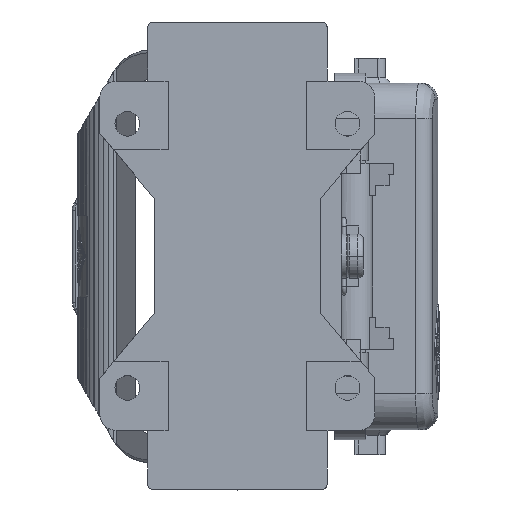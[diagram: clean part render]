
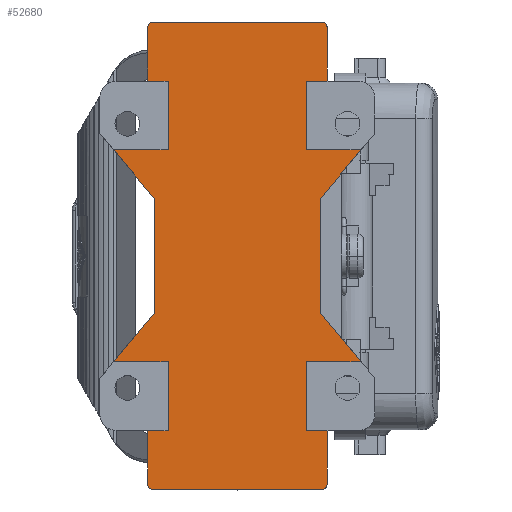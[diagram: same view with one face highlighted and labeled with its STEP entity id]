
A CAD part, top view. The second image highlights one B-rep face of the part: STEP entity #52680.
In plain terms, the highlighted face is planar.
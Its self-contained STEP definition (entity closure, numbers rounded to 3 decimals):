
#1770=CARTESIAN_POINT('',(120.024,44.742,
47.32));
#1780=VERTEX_POINT('',#1770);
#2180=CARTESIAN_POINT('',(110.274,44.742,
47.32));
#2190=VERTEX_POINT('',#2180);
#2220=CARTESIAN_POINT('',(36.024,44.742,
47.32));
#2230=DIRECTION('',(-1.,0.,0.));
#2240=VECTOR('',#2230,1.);
#2250=LINE('',#2220,#2240);
#2260=EDGE_CURVE('',#1780,#2190,#2250,.T.);
#2550=CARTESIAN_POINT('',(121.024,13.154,
47.32));
#2560=VERTEX_POINT('',#2550);
#2740=CARTESIAN_POINT('',(121.024,43.742,
47.32));
#2750=VERTEX_POINT('',#2740);
#2780=CARTESIAN_POINT('',(121.024,-0.629,
47.32));
#2790=DIRECTION('',(0.,-1.,0.));
#2800=VECTOR('',#2790,1.);
#2810=LINE('',#2780,#2800);
#2820=EDGE_CURVE('',#2750,#2560,#2810,.T.);
#16260=CARTESIAN_POINT('',(37.024,43.742,
47.32));
#16270=DIRECTION('',(0.,0.,-1.));
#16280=DIRECTION('',(0.,1.,0.));
#16290=AXIS2_PLACEMENT_3D('',#16260,#16270,#16280);
#16300=ELLIPSE('',#16290,1.,1.);
#16310=CARTESIAN_POINT('',(36.024,43.742,
47.32));
#16320=VERTEX_POINT('',#16310);
#16330=CARTESIAN_POINT('',(37.024,44.742,
47.32));
#16340=VERTEX_POINT('',#16330);
#16350=EDGE_CURVE('',#16320,#16340,#16300,.T.);
#17450=CARTESIAN_POINT('',(110.274,12.154,
47.32));
#17460=VERTEX_POINT('',#17450);
#17490=CARTESIAN_POINT('',(110.274,0.,47.32));
#17500=DIRECTION('',(0.,-1.,0.));
#17510=VECTOR('',#17500,1.);
#17520=LINE('',#17490,#17510);
#17530=CARTESIAN_POINT('',(110.274,15.848,
47.32));
#17540=VERTEX_POINT('',#17530);
#17550=EDGE_CURVE('',#17540,#17460,#17520,.T.);
#18660=CARTESIAN_POINT('',(46.774,41.048,
47.32));
#18670=VERTEX_POINT('',#18660);
#18910=CARTESIAN_POINT('',(46.774,44.742,
47.32));
#18920=VERTEX_POINT('',#18910);
#18950=CARTESIAN_POINT('',(46.774,0.,47.32));
#18960=DIRECTION('',(0.,-1.,0.));
#18970=VECTOR('',#18960,1.);
#18980=LINE('',#18950,#18970);
#18990=EDGE_CURVE('',#18920,#18670,#18980,.T.);
#23230=CARTESIAN_POINT('',(97.77,50.928,
47.32));
#23240=VERTEX_POINT('',#23230);
#23460=CARTESIAN_POINT('',(89.029,43.593,
47.32));
#23470=VERTEX_POINT('',#23460);
#23500=CARTESIAN_POINT('',(15.319,-18.257,
47.32));
#23510=DIRECTION('',(-0.766,-0.643,0.));
#23520=VECTOR('',#23510,1.);
#23530=LINE('',#23500,#23520);
#23540=EDGE_CURVE('',#23240,#23470,#23530,.T.);
#24870=CARTESIAN_POINT('',(68.019,43.593,
47.32));
#24880=VERTEX_POINT('',#24870);
#24910=CARTESIAN_POINT('',(36.024,43.593,
47.32));
#24920=DIRECTION('',(-1.,0.,0.));
#24930=VECTOR('',#24920,1.);
#24940=LINE('',#24910,#24930);
#24950=EDGE_CURVE('',#23470,#24880,#24940,.T.);
#26430=CARTESIAN_POINT('',(46.774,15.848,
47.32));
#26440=VERTEX_POINT('',#26430);
#26470=CARTESIAN_POINT('',(46.774,12.154,
47.32));
#26480=VERTEX_POINT('',#26470);
#26490=EDGE_CURVE('',#26440,#26480,#18980,.T.);
#28750=CARTESIAN_POINT('',(141.729,-18.257,
47.32));
#28760=DIRECTION('',(0.766,-0.643,0.));
#28770=VECTOR('',#28760,1.);
#28780=LINE('',#28750,#28770);
#28790=CARTESIAN_POINT('',(59.278,50.928,
47.32));
#28800=VERTEX_POINT('',#28790);
#28810=EDGE_CURVE('',#28800,#24880,#28780,.T.);
#31070=CARTESIAN_POINT('',(121.024,44.742,
47.32));
#31080=DIRECTION('',(1.,0.,0.));
#31090=VECTOR('',#31080,1.);
#31100=LINE('',#31070,#31090);
#31110=EDGE_CURVE('',#16340,#18920,#31100,.T.);
#37780=CARTESIAN_POINT('',(110.274,41.048,
47.32));
#37790=VERTEX_POINT('',#37780);
#37800=EDGE_CURVE('',#2190,#37790,#17520,.T.);
#40410=CARTESIAN_POINT('',(59.278,15.848,
47.32));
#40420=VERTEX_POINT('',#40410);
#40450=CARTESIAN_POINT('',(157.048,15.848,
47.32));
#40460=DIRECTION('',(-1.,0.,0.));
#40470=VECTOR('',#40460,1.);
#40480=LINE('',#40450,#40470);
#40490=EDGE_CURVE('',#40420,#26440,#40480,.T.);
#41330=CARTESIAN_POINT('',(97.77,15.848,
47.32));
#41340=VERTEX_POINT('',#41330);
#41370=CARTESIAN_POINT('',(97.77,0.,47.32));
#41380=DIRECTION('',(0.,-1.,0.));
#41390=VECTOR('',#41380,1.);
#41400=LINE('',#41370,#41390);
#41410=CARTESIAN_POINT('',(97.77,5.969,
47.32));
#41420=VERTEX_POINT('',#41410);
#41430=EDGE_CURVE('',#41340,#41420,#41400,.T.);
#41640=CARTESIAN_POINT('',(89.029,13.303,
47.32));
#41650=VERTEX_POINT('',#41640);
#41790=CARTESIAN_POINT('',(43.335,51.645,
47.32));
#41800=DIRECTION('',(0.766,-0.643,0.));
#41810=VECTOR('',#41800,1.);
#41820=LINE('',#41790,#41810);
#41830=EDGE_CURVE('',#41650,#41420,#41820,.T.);
#43010=CARTESIAN_POINT('',(157.048,41.048,
47.32));
#43020=DIRECTION('',(-1.,0.,0.));
#43030=VECTOR('',#43020,1.);
#43040=LINE('',#43010,#43030);
#43050=CARTESIAN_POINT('',(59.278,41.048,
47.32));
#43060=VERTEX_POINT('',#43050);
#43070=EDGE_CURVE('',#43060,#18670,#43040,.T.);
#43370=CARTESIAN_POINT('',(120.024,12.154,
47.32));
#43380=VERTEX_POINT('',#43370);
#43410=CARTESIAN_POINT('',(36.024,12.154,
47.32));
#43420=DIRECTION('',(1.,0.,0.));
#43430=VECTOR('',#43420,1.);
#43440=LINE('',#43410,#43430);
#43450=EDGE_CURVE('',#17460,#43380,#43440,.T.);
#43590=CARTESIAN_POINT('',(68.019,13.303,
47.32));
#43600=VERTEX_POINT('',#43590);
#43910=CARTESIAN_POINT('',(36.024,13.303,
47.32));
#43920=DIRECTION('',(1.,0.,0.));
#43930=VECTOR('',#43920,1.);
#43940=LINE('',#43910,#43930);
#43950=EDGE_CURVE('',#43600,#41650,#43940,.T.);
#44330=CARTESIAN_POINT('',(97.77,41.048,
47.32));
#44340=VERTEX_POINT('',#44330);
#44370=CARTESIAN_POINT('',(0.,41.048,47.32));
#44380=DIRECTION('',(1.,0.,0.));
#44390=VECTOR('',#44380,1.);
#44400=LINE('',#44370,#44390);
#44410=EDGE_CURVE('',#44340,#37790,#44400,.T.);
#45900=CARTESIAN_POINT('',(0.,15.848,47.32));
#45910=DIRECTION('',(-1.,0.,0.));
#45920=VECTOR('',#45910,1.);
#45930=LINE('',#45900,#45920);
#45940=EDGE_CURVE('',#17540,#41340,#45930,.T.);
#46760=CARTESIAN_POINT('',(120.024,13.154,
47.32));
#46770=DIRECTION('',(0.,0.,1.));
#46780=DIRECTION('',(0.,1.,0.));
#46790=AXIS2_PLACEMENT_3D('',#46760,#46770,#46780);
#46800=ELLIPSE('',#46790,1.,1.);
#46810=EDGE_CURVE('',#43380,#2560,#46800,.T.);
#47650=CARTESIAN_POINT('',(120.024,43.742,
47.32));
#47660=DIRECTION('',(0.,0.,1.));
#47670=DIRECTION('',(0.,1.,0.));
#47680=AXIS2_PLACEMENT_3D('',#47650,#47660,#47670);
#47690=ELLIPSE('',#47680,1.,1.);
#47700=EDGE_CURVE('',#2750,#1780,#47690,.T.);
#50460=CARTESIAN_POINT('',(37.024,13.154,
47.32));
#50470=DIRECTION('',(0.,0.,-1.));
#50480=DIRECTION('',(0.,1.,0.));
#50490=AXIS2_PLACEMENT_3D('',#50460,#50470,#50480);
#50500=ELLIPSE('',#50490,1.,1.);
#50510=CARTESIAN_POINT('',(37.024,12.154,
47.32));
#50520=VERTEX_POINT('',#50510);
#50530=CARTESIAN_POINT('',(36.024,13.154,
47.32));
#50540=VERTEX_POINT('',#50530);
#50550=EDGE_CURVE('',#50520,#50540,#50500,.T.);
#50780=CARTESIAN_POINT('',(121.024,12.154,
47.32));
#50790=DIRECTION('',(-1.,0.,0.));
#50800=VECTOR('',#50790,1.);
#50810=LINE('',#50780,#50800);
#50820=EDGE_CURVE('',#26480,#50520,#50810,.T.);
#52140=CARTESIAN_POINT('',(0.,28.448,47.32));
#52150=DIRECTION('',(0.,0.,1.));
#52160=DIRECTION('',(1.,0.,0.));
#52170=AXIS2_PLACEMENT_3D('',#52140,#52150,#52160);
#52180=PLANE('',#52170);
#52190=EDGE_CURVE('',#23240,#44340,#41400,.T.);
#52200=ORIENTED_EDGE('',*,*,#52190,.T.);
#52210=ORIENTED_EDGE('',*,*,#23540,.F.);
#52220=ORIENTED_EDGE('',*,*,#24950,.F.);
#52230=ORIENTED_EDGE('',*,*,#28810,.T.);
#52240=CARTESIAN_POINT('',(59.278,0.,47.32));
#52250=DIRECTION('',(0.,-1.,0.));
#52260=VECTOR('',#52250,1.);
#52270=LINE('',#52240,#52260);
#52280=EDGE_CURVE('',#28800,#43060,#52270,.T.);
#52290=ORIENTED_EDGE('',*,*,#52280,.F.);
#52300=ORIENTED_EDGE('',*,*,#43070,.F.);
#52310=ORIENTED_EDGE('',*,*,#18990,.T.);
#52320=ORIENTED_EDGE('',*,*,#31110,.T.);
#52330=ORIENTED_EDGE('',*,*,#16350,.T.);
#52340=CARTESIAN_POINT('',(36.024,-0.629,
47.32));
#52350=DIRECTION('',(0.,-1.,0.));
#52360=VECTOR('',#52350,1.);
#52370=LINE('',#52340,#52360);
#52380=EDGE_CURVE('',#16320,#50540,#52370,.T.);
#52390=ORIENTED_EDGE('',*,*,#52380,.F.);
#52400=ORIENTED_EDGE('',*,*,#50550,.T.);
#52410=ORIENTED_EDGE('',*,*,#50820,.T.);
#52420=ORIENTED_EDGE('',*,*,#26490,.T.);
#52430=ORIENTED_EDGE('',*,*,#40490,.T.);
#52440=CARTESIAN_POINT('',(59.278,5.969,
47.32));
#52450=VERTEX_POINT('',#52440);
#52460=EDGE_CURVE('',#40420,#52450,#52270,.T.);
#52470=ORIENTED_EDGE('',*,*,#52460,.F.);
#52480=CARTESIAN_POINT('',(113.713,51.645,
47.32));
#52490=DIRECTION('',(-0.766,-0.643,0.));
#52500=VECTOR('',#52490,1.);
#52510=LINE('',#52480,#52500);
#52520=EDGE_CURVE('',#43600,#52450,#52510,.T.);
#52530=ORIENTED_EDGE('',*,*,#52520,.T.);
#52540=ORIENTED_EDGE('',*,*,#43950,.F.);
#52550=ORIENTED_EDGE('',*,*,#41830,.F.);
#52560=ORIENTED_EDGE('',*,*,#41430,.T.);
#52570=ORIENTED_EDGE('',*,*,#45940,.T.);
#52580=ORIENTED_EDGE('',*,*,#17550,.F.);
#52590=ORIENTED_EDGE('',*,*,#43450,.F.);
#52600=ORIENTED_EDGE('',*,*,#46810,.F.);
#52610=ORIENTED_EDGE('',*,*,#2820,.T.);
#52620=ORIENTED_EDGE('',*,*,#47700,.F.);
#52630=ORIENTED_EDGE('',*,*,#2260,.F.);
#52640=ORIENTED_EDGE('',*,*,#37800,.F.);
#52650=ORIENTED_EDGE('',*,*,#44410,.T.);
#52660=EDGE_LOOP('',(#52650,#52640,#52630,#52620,#52610,#52600,#52590,
#52580,#52570,#52560,#52550,#52540,#52530,#52470,#52430,#52420,#52410,
#52400,#52390,#52330,#52320,#52310,#52300,#52290,#52230,#52220,#52210,
#52200));
#52670=FACE_OUTER_BOUND('',#52660,.T.);
#52680=ADVANCED_FACE('F782',(#52670),#52180,.F.);
